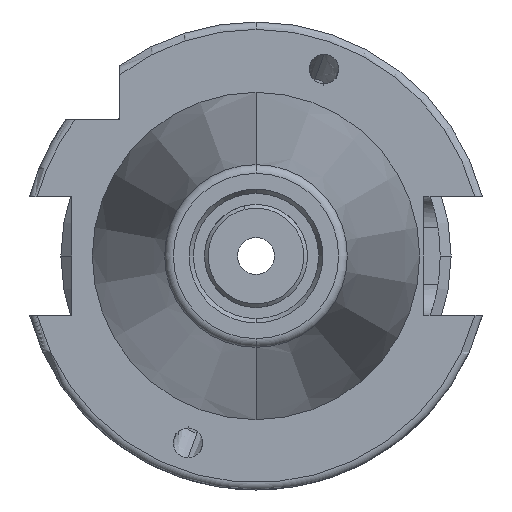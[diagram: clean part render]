
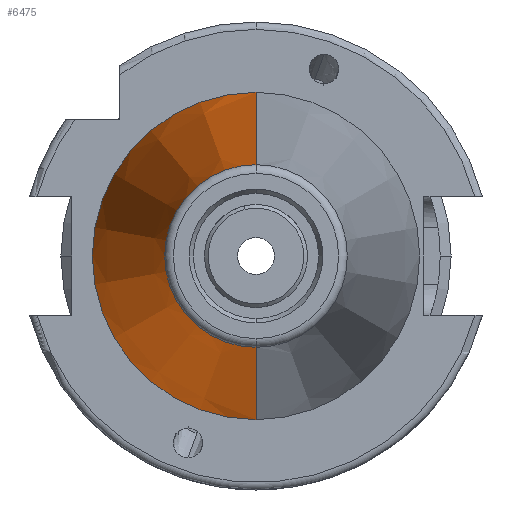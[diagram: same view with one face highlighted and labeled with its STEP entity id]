
A CAD part, left-side view. The second image highlights one B-rep face of the part: STEP entity #6475.
In plain terms, the highlighted conical face has half-angle 8.297 degrees and reference radius 22.225 mm.
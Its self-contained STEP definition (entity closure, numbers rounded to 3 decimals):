
#10 = EDGE_CURVE ( 'NONE', #4362, #510, #7482, .T. ) ;
#276 = CARTESIAN_POINT ( 'NONE',  ( 0., 0., 0. ) ) ;
#294 = DIRECTION ( 'NONE',  ( 0., 1., 0. ) ) ;
#317 = DIRECTION ( 'NONE',  ( 1., 0., 0. ) ) ;
#488 = CARTESIAN_POINT ( 'NONE',  ( 0., -22.225, 0. ) ) ;
#510 = VERTEX_POINT ( 'NONE', #2208 ) ;
#742 = EDGE_CURVE ( 'NONE', #510, #882, #2350, .T. ) ;
#792 = EDGE_CURVE ( 'NONE', #4362, #4481, #1887, .T. ) ;
#882 = VERTEX_POINT ( 'NONE', #4679 ) ;
#1277 = CARTESIAN_POINT ( 'NONE',  ( 0., -22.225, 0. ) ) ;
#1421 = VECTOR ( 'NONE', #4720, 1000. ) ;
#1560 = ORIENTED_EDGE ( 'NONE', *, *, #792, .T. ) ;
#1812 = CARTESIAN_POINT ( 'NONE',  ( -67.373, -12.4, 0. ) ) ;
#1887 = LINE ( 'NONE', #1277, #1421 ) ;
#1993 = VECTOR ( 'NONE', #3814, 1000. ) ;
#2208 = CARTESIAN_POINT ( 'NONE',  ( -67.373, 12.4, 0. ) ) ;
#2318 = ORIENTED_EDGE ( 'NONE', *, *, #742, .F. ) ;
#2350 = LINE ( 'NONE', #3802, #1993 ) ;
#2443 = AXIS2_PLACEMENT_3D ( 'NONE', #4501, #4453, #4417 ) ;
#3070 = AXIS2_PLACEMENT_3D ( 'NONE', #276, #317, #294 ) ;
#3774 = ORIENTED_EDGE ( 'NONE', *, *, #10, .F. ) ;
#3802 = CARTESIAN_POINT ( 'NONE',  ( 0., 22.225, 0. ) ) ;
#3814 = DIRECTION ( 'NONE',  ( 0.99, 0.144, 0. ) ) ;
#3847 = DIRECTION ( 'NONE',  ( -1., 0., 0. ) ) ;
#3904 = AXIS2_PLACEMENT_3D ( 'NONE', #5967, #3847, #7210 ) ;
#4362 = VERTEX_POINT ( 'NONE', #1812 ) ;
#4417 = DIRECTION ( 'NONE',  ( 0., -1., 0. ) ) ;
#4440 = ORIENTED_EDGE ( 'NONE', *, *, #8532, .T. ) ;
#4453 = DIRECTION ( 'NONE',  ( -1., 0., 0. ) ) ;
#4480 = CIRCLE ( 'NONE', #3904, 22.225 ) ;
#4481 = VERTEX_POINT ( 'NONE', #488 ) ;
#4501 = CARTESIAN_POINT ( 'NONE',  ( -67.373, 0., 0. ) ) ;
#4679 = CARTESIAN_POINT ( 'NONE',  ( 0., 22.225, 0. ) ) ;
#4720 = DIRECTION ( 'NONE',  ( 0.99, -0.144, 0. ) ) ;
#5967 = CARTESIAN_POINT ( 'NONE',  ( 0., 0., 0. ) ) ;
#6428 = EDGE_LOOP ( 'NONE', ( #3774, #1560, #4440, #2318 ) ) ;
#6475 = ADVANCED_FACE ( 'NONE', ( #6825 ), #6743, .T. ) ;
#6743 = CONICAL_SURFACE ( 'NONE', #3070, 22.225, 0.145 ) ;
#6825 = FACE_OUTER_BOUND ( 'NONE', #6428, .T. ) ;
#7210 = DIRECTION ( 'NONE',  ( 0., -1., 0. ) ) ;
#7482 = CIRCLE ( 'NONE', #2443, 12.4 ) ;
#8532 = EDGE_CURVE ( 'NONE', #4481, #882, #4480, .T. ) ;
